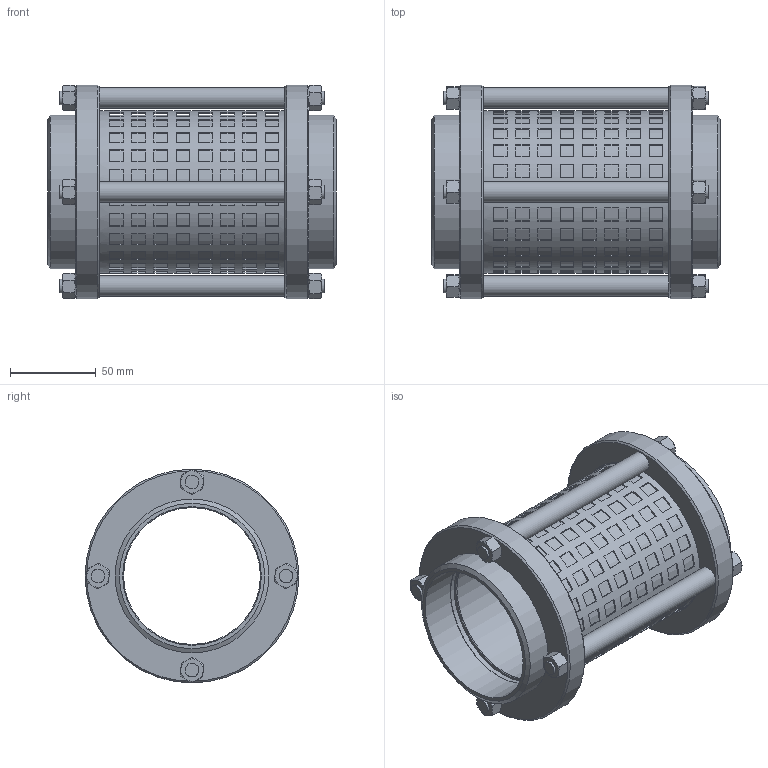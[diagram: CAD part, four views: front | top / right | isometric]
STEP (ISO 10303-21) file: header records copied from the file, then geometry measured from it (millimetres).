
FILE_DESCRIPTION(/* description */ (''),/* implementation_level */ '2;1');
FILE_NAME(/* name */ '51020080000.stp',/* time_stamp */ '2016-03-15T09:31:48+01:00',/* author */ ('Struska'),/* organization */ ('BUPOSPOL'),/* preprocessor_version */ 'ST-DEVELOPER v15.6',/* originating_system */ 'Autodesk Inventor 2015',/* authorisation */ '');
FILE_SCHEMA (('CONFIG_CONTROL_DESIGN'));
Length unit declared in the file: millimetre
Products named in the file (1): 51020080000
Bounding box: 168.5 x 125 x 125 mm (x, y, z)
Volume: 451113.9 mm3; surface area: 201524 mm2
Topology: 1 solids, 9 shells, 998 faces, 2818 edges, 1845 vertices
Faces by surface type: plane 833, cone 120, cylinder 45
Full cylindrical faces by diameter (mm): 8 x16, 8.4 x8, 12 x4, 80 x1, 81 x2, 81.5 x2, 89 x1, 90 x3, 93.4 x1, 95 x1, 96 x2, 97 x2, 125 x2
Entity records: 33161 total; most frequent: CARTESIAN_POINT 5839, DIRECTION 5438, ORIENTED_EDGE 5344, EDGE_CURVE 2672, AXIS2_PLACEMENT_3D 1959, VERTEX_POINT 1784, LINE 1520, VECTOR 1520
